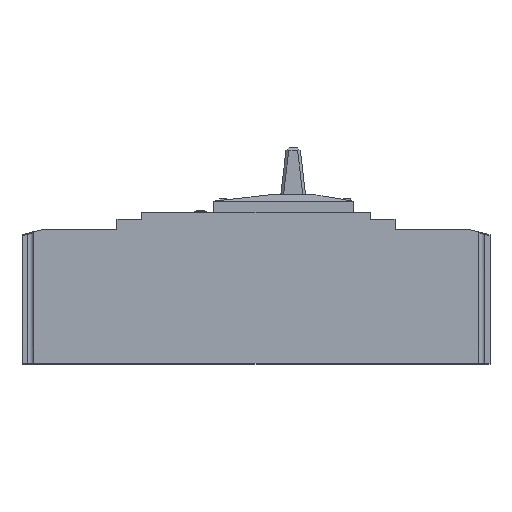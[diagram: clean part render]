
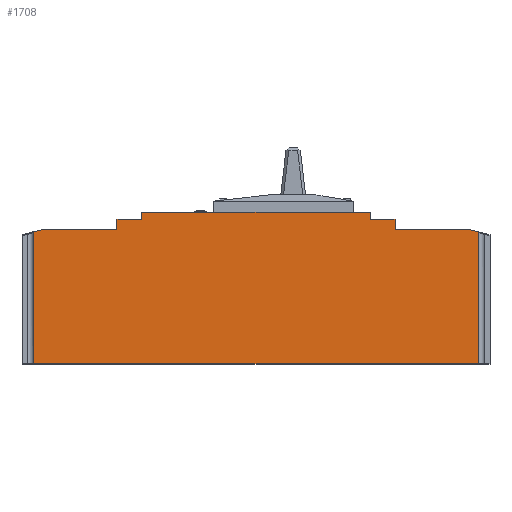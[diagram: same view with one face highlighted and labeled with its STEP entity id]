
A CAD part, top view. The second image highlights one B-rep face of the part: STEP entity #1708.
In plain terms, the highlighted planar face has unit normal (0, 0, 1).
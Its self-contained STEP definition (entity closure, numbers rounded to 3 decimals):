
#170=PLANE('',#17552);
#796=B_SPLINE_CURVE_WITH_KNOTS('',3,(#26030,#26031,#26032,#26033),
 .UNSPECIFIED.,.F.,.F.,(4,4),(0.,1.),.UNSPECIFIED.);
#797=B_SPLINE_CURVE_WITH_KNOTS('',3,(#26041,#26042,#26043,#26044),
 .UNSPECIFIED.,.F.,.F.,(4,4),(0.,1.),.UNSPECIFIED.);
#1708=ADVANCED_FACE('',(#2493),#170,.T.);
#2493=FACE_OUTER_BOUND('',#3245,.T.);
#3245=EDGE_LOOP('',(#5927,#5928,#5929,#5930,#5931,#5932,#5933,#5934,#5935,
#5936,#5937,#5938,#5939,#5940,#5941,#5942));
#5927=ORIENTED_EDGE('',*,*,#11361,.T.);
#5928=ORIENTED_EDGE('',*,*,#11461,.F.);
#5929=ORIENTED_EDGE('',*,*,#11456,.T.);
#5930=ORIENTED_EDGE('',*,*,#11462,.F.);
#5931=ORIENTED_EDGE('',*,*,#11463,.T.);
#5932=ORIENTED_EDGE('',*,*,#11464,.F.);
#5933=ORIENTED_EDGE('',*,*,#11465,.F.);
#5934=ORIENTED_EDGE('',*,*,#11466,.F.);
#5935=ORIENTED_EDGE('',*,*,#11467,.F.);
#5936=ORIENTED_EDGE('',*,*,#11468,.F.);
#5937=ORIENTED_EDGE('',*,*,#11256,.F.);
#5938=ORIENTED_EDGE('',*,*,#11469,.T.);
#5939=ORIENTED_EDGE('',*,*,#11470,.F.);
#5940=ORIENTED_EDGE('',*,*,#11471,.T.);
#5941=ORIENTED_EDGE('',*,*,#11472,.T.);
#5942=ORIENTED_EDGE('',*,*,#11473,.T.);
#9073=VERTEX_POINT('',#25287);
#9074=VERTEX_POINT('',#25289);
#9155=VERTEX_POINT('',#25700);
#9156=VERTEX_POINT('',#25702);
#9219=VERTEX_POINT('',#26005);
#9220=VERTEX_POINT('',#26007);
#9223=VERTEX_POINT('',#26018);
#9224=VERTEX_POINT('',#26020);
#9225=VERTEX_POINT('',#26022);
#9226=VERTEX_POINT('',#26024);
#9227=VERTEX_POINT('',#26026);
#9228=VERTEX_POINT('',#26028);
#9229=VERTEX_POINT('',#26034);
#9230=VERTEX_POINT('',#26036);
#9231=VERTEX_POINT('',#26038);
#9232=VERTEX_POINT('',#26040);
#11256=EDGE_CURVE('',#9073,#9074,#13308,.T.);
#11361=EDGE_CURVE('',#9156,#9155,#13392,.T.);
#11456=EDGE_CURVE('',#9220,#9219,#13444,.T.);
#11461=EDGE_CURVE('',#9220,#9155,#13449,.T.);
#11462=EDGE_CURVE('',#9223,#9219,#13450,.T.);
#11463=EDGE_CURVE('',#9223,#9224,#13451,.T.);
#11464=EDGE_CURVE('',#9225,#9224,#13452,.T.);
#11465=EDGE_CURVE('',#9226,#9225,#13453,.T.);
#11466=EDGE_CURVE('',#9227,#9226,#13454,.T.);
#11467=EDGE_CURVE('',#9228,#9227,#13455,.T.);
#11468=EDGE_CURVE('',#9074,#9228,#13456,.T.);
#11469=EDGE_CURVE('',#9073,#9229,#796,.T.);
#11470=EDGE_CURVE('',#9230,#9229,#13457,.T.);
#11471=EDGE_CURVE('',#9230,#9231,#13458,.T.);
#11472=EDGE_CURVE('',#9231,#9232,#13459,.T.);
#11473=EDGE_CURVE('',#9232,#9156,#797,.T.);
#13308=LINE('',#25288,#15201);
#13392=LINE('',#25701,#15285);
#13444=LINE('',#26006,#15337);
#13449=LINE('',#26016,#15342);
#13450=LINE('',#26017,#15343);
#13451=LINE('',#26019,#15344);
#13452=LINE('',#26021,#15345);
#13453=LINE('',#26023,#15346);
#13454=LINE('',#26025,#15347);
#13455=LINE('',#26027,#15348);
#13456=LINE('',#26029,#15349);
#13457=LINE('',#26035,#15350);
#13458=LINE('',#26037,#15351);
#13459=LINE('',#26039,#15352);
#15201=VECTOR('',#19911,1.);
#15285=VECTOR('',#20033,1.);
#15337=VECTOR('',#20181,1.);
#15342=VECTOR('',#20190,1.);
#15343=VECTOR('',#20191,1.);
#15344=VECTOR('',#20192,1.);
#15345=VECTOR('',#20193,1.);
#15346=VECTOR('',#20194,1.);
#15347=VECTOR('',#20195,1.);
#15348=VECTOR('',#20196,1.);
#15349=VECTOR('',#20197,1.);
#15350=VECTOR('',#20198,1.);
#15351=VECTOR('',#20199,1.);
#15352=VECTOR('',#20200,1.);
#17552=AXIS2_PLACEMENT_3D('',#26045,#20201,#20202);
#19911=DIRECTION('',(0.968,0.253,0.));
#20033=DIRECTION('',(-0.968,0.253,0.));
#20181=DIRECTION('',(0.,1.,0.));
#20190=DIRECTION('',(1.,0.,0.));
#20191=DIRECTION('',(1.,0.,0.));
#20192=DIRECTION('',(0.,1.,0.));
#20193=DIRECTION('',(1.,0.,0.));
#20194=DIRECTION('',(0.,1.,0.));
#20195=DIRECTION('',(1.,0.,0.));
#20196=DIRECTION('',(0.,1.,0.));
#20197=DIRECTION('',(1.,0.,0.));
#20198=DIRECTION('',(0.,1.,0.));
#20199=DIRECTION('',(1.,0.,0.));
#20200=DIRECTION('',(0.,1.,0.));
#20201=DIRECTION('',(0.,0.,1.));
#20202=DIRECTION('',(-1.,0.,0.));
#25287=CARTESIAN_POINT('',(-161.252,95.866,70.));
#25288=CARTESIAN_POINT('',(-170.,93.58,70.));
#25289=CARTESIAN_POINT('',(-155.,97.5,70.));
#25700=CARTESIAN_POINT('',(155.,97.5,70.));
#25701=CARTESIAN_POINT('',(155.,97.5,70.));
#25702=CARTESIAN_POINT('',(161.252,95.866,70.));
#26005=CARTESIAN_POINT('',(101.,105.,70.));
#26006=CARTESIAN_POINT('',(101.,97.5,70.));
#26007=CARTESIAN_POINT('',(101.,97.5,70.));
#26016=CARTESIAN_POINT('',(101.,97.5,70.));
#26017=CARTESIAN_POINT('',(83.,105.,70.));
#26018=CARTESIAN_POINT('',(83.,105.,70.));
#26019=CARTESIAN_POINT('',(83.,105.,70.));
#26020=CARTESIAN_POINT('',(83.,110.,70.));
#26021=CARTESIAN_POINT('',(-83.,110.,70.));
#26022=CARTESIAN_POINT('',(-83.,110.,70.));
#26023=CARTESIAN_POINT('',(-83.,105.,70.));
#26024=CARTESIAN_POINT('',(-83.,105.,70.));
#26025=CARTESIAN_POINT('',(-101.,105.,70.));
#26026=CARTESIAN_POINT('',(-101.,105.,70.));
#26027=CARTESIAN_POINT('',(-101.,97.5,70.));
#26028=CARTESIAN_POINT('',(-101.,97.5,70.));
#26029=CARTESIAN_POINT('',(-155.,97.5,70.));
#26030=CARTESIAN_POINT('',(-161.252,95.866,70.));
#26031=CARTESIAN_POINT('',(-161.376,95.705,70.));
#26032=CARTESIAN_POINT('',(-161.501,95.543,70.));
#26033=CARTESIAN_POINT('',(-161.626,95.382,70.));
#26034=CARTESIAN_POINT('',(-161.626,95.382,70.));
#26035=CARTESIAN_POINT('',(-161.626,97.5,70.));
#26036=CARTESIAN_POINT('',(-161.626,0.,70.));
#26037=CARTESIAN_POINT('',(-161.626,0.,70.));
#26038=CARTESIAN_POINT('',(161.626,0.,70.));
#26039=CARTESIAN_POINT('',(161.626,0.,70.));
#26040=CARTESIAN_POINT('',(161.626,95.382,70.));
#26041=CARTESIAN_POINT('',(161.626,95.382,70.));
#26042=CARTESIAN_POINT('',(161.501,95.543,70.));
#26043=CARTESIAN_POINT('',(161.376,95.705,70.));
#26044=CARTESIAN_POINT('',(161.252,95.866,70.));
#26045=CARTESIAN_POINT('',(-170.,0.,70.));
